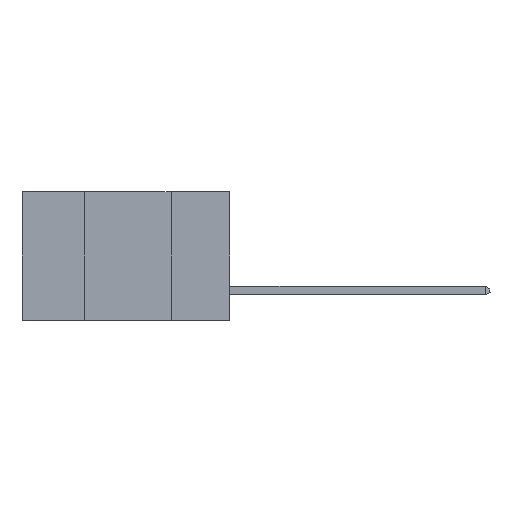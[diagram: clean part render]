
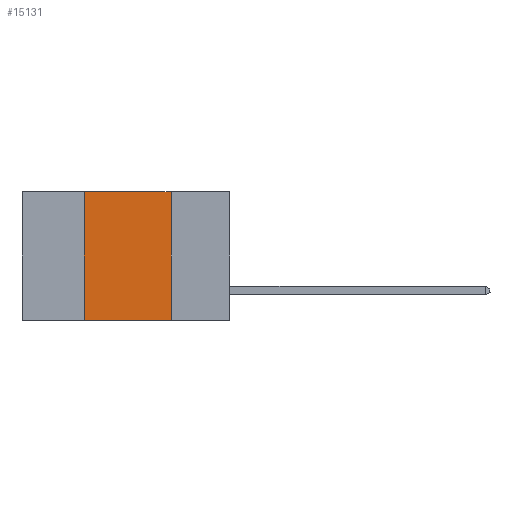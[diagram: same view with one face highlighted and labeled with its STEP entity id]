
A CAD part, left-side view. The second image highlights one B-rep face of the part: STEP entity #15131.
In plain terms, the highlighted planar face has unit normal (-1, 0, 0).
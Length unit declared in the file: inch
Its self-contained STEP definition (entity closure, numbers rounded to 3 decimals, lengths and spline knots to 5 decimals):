
#170 = CARTESIAN_POINT ( 'NONE',  ( 0., 0.42, 0. ) ) ;
#463 = EDGE_CURVE ( 'NONE', #5006, #17304, #18778, .T. ) ;
#1082 = CARTESIAN_POINT ( 'NONE',  ( 0., 0.17, 0. ) ) ;
#1494 = DIRECTION ( 'NONE',  ( 0., 0., 1. ) ) ;
#1765 = VECTOR ( 'NONE', #5439, 39.37008 ) ;
#2189 = CARTESIAN_POINT ( 'NONE',  ( 0., 0.6, -0.37 ) ) ;
#2896 = ORIENTED_EDGE ( 'NONE', *, *, #463, .F. ) ;
#3195 = LINE ( 'NONE', #2189, #8256 ) ;
#3861 = DIRECTION ( 'NONE',  ( 1., 0., 0. ) ) ;
#4829 = EDGE_LOOP ( 'NONE', ( #2896, #18783, #13951, #12572 ) ) ;
#5006 = VERTEX_POINT ( 'NONE', #5233 ) ;
#5233 = CARTESIAN_POINT ( 'NONE',  ( 0., 0.17, 0. ) ) ;
#5439 = DIRECTION ( 'NONE',  ( 0., 0., -1. ) ) ;
#6541 = VECTOR ( 'NONE', #1494, 39.37008 ) ;
#7389 = DIRECTION ( 'NONE',  ( 0., -1., 0. ) ) ;
#8256 = VECTOR ( 'NONE', #14081, 39.37008 ) ;
#8922 = PLANE ( 'NONE',  #18256 ) ;
#9409 = EDGE_CURVE ( 'NONE', #11130, #17304, #3195, .T. ) ;
#9501 = FACE_OUTER_BOUND ( 'NONE', #4829, .T. ) ;
#9806 = CARTESIAN_POINT ( 'NONE',  ( 0., 0.42, 0. ) ) ;
#11004 = CARTESIAN_POINT ( 'NONE',  ( 0., 0.17, -0.37 ) ) ;
#11130 = VERTEX_POINT ( 'NONE', #21563 ) ;
#12217 = VERTEX_POINT ( 'NONE', #170 ) ;
#12572 = ORIENTED_EDGE ( 'NONE', *, *, #9409, .T. ) ;
#12658 = EDGE_CURVE ( 'NONE', #11130, #12217, #17417, .T. ) ;
#12997 = LINE ( 'NONE', #19444, #17027 ) ;
#13660 = EDGE_CURVE ( 'NONE', #12217, #5006, #12997, .T. ) ;
#13900 = DIRECTION ( 'NONE',  ( 0., 0., -1. ) ) ;
#13951 = ORIENTED_EDGE ( 'NONE', *, *, #12658, .F. ) ;
#14046 = CARTESIAN_POINT ( 'NONE',  ( 0., 0.6, 0. ) ) ;
#14081 = DIRECTION ( 'NONE',  ( 0., -1., 0. ) ) ;
#15131 = ADVANCED_FACE ( 'NONE', ( #9501 ), #8922, .F. ) ;
#17027 = VECTOR ( 'NONE', #7389, 39.37008 ) ;
#17304 = VERTEX_POINT ( 'NONE', #11004 ) ;
#17417 = LINE ( 'NONE', #9806, #6541 ) ;
#18256 = AXIS2_PLACEMENT_3D ( 'NONE', #14046, #3861, #13900 ) ;
#18778 = LINE ( 'NONE', #1082, #1765 ) ;
#18783 = ORIENTED_EDGE ( 'NONE', *, *, #13660, .F. ) ;
#19444 = CARTESIAN_POINT ( 'NONE',  ( 0., 0.6, 0. ) ) ;
#21563 = CARTESIAN_POINT ( 'NONE',  ( 0., 0.42, -0.37 ) ) ;
